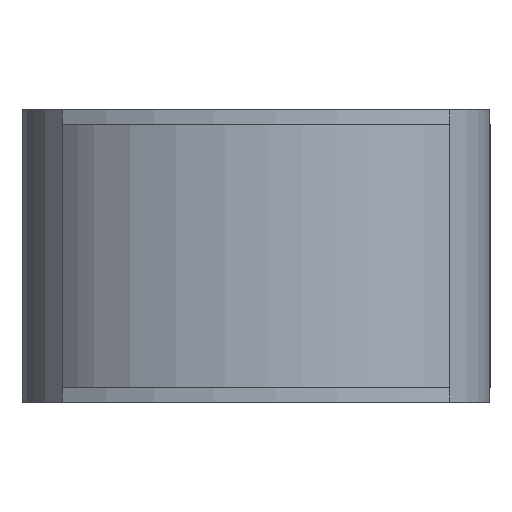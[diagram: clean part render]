
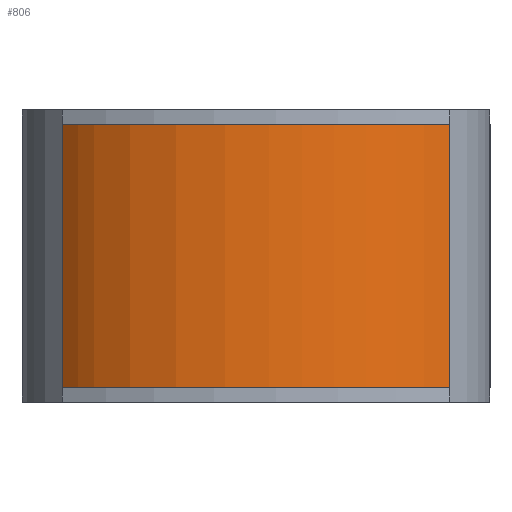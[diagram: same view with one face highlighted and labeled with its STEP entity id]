
A CAD part, front view. The second image highlights one B-rep face of the part: STEP entity #806.
In plain terms, the highlighted free-form (B-spline) face has degree [3, 1] with [7, 2] control points.
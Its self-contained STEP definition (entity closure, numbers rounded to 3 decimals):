
#114=B_SPLINE_CURVE_WITH_KNOTS('',3,(#1488,#1489,#1490,#1491,#1492,#1493,
#1494,#1495,#1496,#1497,#1498,#1499,#1500,#1501,#1502),.UNSPECIFIED.,.F.,
 .F.,(4,1,1,1,1,1,1,1,1,1,1,1,4),(0.099,0.103,
0.106,0.114,0.121,0.124,
0.128,0.135,0.139,0.142,
0.146,0.15,0.157),.UNSPECIFIED.);
#115=B_SPLINE_CURVE_WITH_KNOTS('',3,(#1507,#1508,#1509,#1510,#1511,#1512,
#1513,#1514,#1515,#1516,#1517,#1518,#1519,#1520,#1521),.UNSPECIFIED.,.F.,
 .F.,(4,1,1,1,1,1,1,1,1,1,1,1,4),(0.099,0.103,
0.106,0.114,0.121,0.124,
0.128,0.135,0.139,0.142,
0.146,0.15,0.157),.UNSPECIFIED.);
#262=ORIENTED_EDGE('',*,*,#414,.F.);
#263=ORIENTED_EDGE('',*,*,#415,.T.);
#264=ORIENTED_EDGE('',*,*,#416,.T.);
#265=ORIENTED_EDGE('',*,*,#417,.F.);
#414=EDGE_CURVE('',#504,#505,#114,.T.);
#415=EDGE_CURVE('',#504,#506,#550,.T.);
#416=EDGE_CURVE('',#506,#507,#115,.T.);
#417=EDGE_CURVE('',#505,#507,#551,.T.);
#504=VERTEX_POINT('',#1503);
#505=VERTEX_POINT('',#1504);
#506=VERTEX_POINT('',#1506);
#507=VERTEX_POINT('',#1522);
#550=LINE('',#1505,#598);
#551=LINE('',#1523,#599);
#598=VECTOR('',#1070,1000.);
#599=VECTOR('',#1071,1000.);
#660=EDGE_LOOP('',(#262,#263,#264,#265));
#738=FACE_BOUND('',#660,.T.);
#776=B_SPLINE_SURFACE_WITH_KNOTS('',3,1,((#1474,#1475),(#1476,#1477),(#1478,
#1479),(#1480,#1481),(#1482,#1483),(#1484,#1485),(#1486,#1487)),
 .SURF_OF_LINEAR_EXTRUSION.,.F.,.F.,.F.,(4,1,1,1,4),(2,2),(0.582,
1.076,1.571,2.065,2.56),(0.,
1.),.UNSPECIFIED.);
#806=ADVANCED_FACE('',(#738),#776,.F.);
#1070=DIRECTION('',(0.,0.,1.));
#1071=DIRECTION('',(0.,0.,1.));
#1474=CARTESIAN_POINT('',(26.483,-12.4,-38.));
#1475=CARTESIAN_POINT('',(26.483,-12.4,-2.));
#1476=CARTESIAN_POINT('',(23.513,-15.409,-38.));
#1477=CARTESIAN_POINT('',(23.513,-15.409,-2.));
#1478=CARTESIAN_POINT('',(15.484,-20.271,-38.));
#1479=CARTESIAN_POINT('',(15.484,-20.271,-2.));
#1480=CARTESIAN_POINT('',(0.,-22.865,-38.));
#1481=CARTESIAN_POINT('',(0.,-22.865,-2.));
#1482=CARTESIAN_POINT('',(-15.483,-20.271,-38.));
#1483=CARTESIAN_POINT('',(-15.483,-20.271,-2.));
#1484=CARTESIAN_POINT('',(-23.513,-15.409,-38.));
#1485=CARTESIAN_POINT('',(-23.513,-15.409,-2.));
#1486=CARTESIAN_POINT('',(-26.483,-12.4,-38.));
#1487=CARTESIAN_POINT('',(-26.483,-12.4,-2.));
#1488=CARTESIAN_POINT('',(26.483,-12.4,-38.));
#1489=CARTESIAN_POINT('',(25.632,-13.263,-38.));
#1490=CARTESIAN_POINT('',(23.793,-14.857,-38.));
#1491=CARTESIAN_POINT('',(19.796,-17.5,-38.));
#1492=CARTESIAN_POINT('',(14.213,-19.96,-38.));
#1493=CARTESIAN_POINT('',(8.413,-21.347,-38.));
#1494=CARTESIAN_POINT('',(3.595,-21.91,-38.));
#1495=CARTESIAN_POINT('',(-1.207,-22.09,-38.));
#1496=CARTESIAN_POINT('',(-5.985,-21.729,-38.));
#1497=CARTESIAN_POINT('',(-10.745,-20.787,-38.));
#1498=CARTESIAN_POINT('',(-14.203,-19.791,-38.));
#1499=CARTESIAN_POINT('',(-17.549,-18.493,-38.));
#1500=CARTESIAN_POINT('',(-21.876,-16.288,-38.));
#1501=CARTESIAN_POINT('',(-24.778,-14.127,-38.));
#1502=CARTESIAN_POINT('',(-26.483,-12.4,-38.));
#1503=CARTESIAN_POINT('',(26.483,-12.4,-38.));
#1504=CARTESIAN_POINT('',(-26.483,-12.4,-38.));
#1505=CARTESIAN_POINT('',(26.483,-12.4,-20.));
#1506=CARTESIAN_POINT('',(26.483,-12.4,-2.));
#1507=CARTESIAN_POINT('',(26.483,-12.4,-2.));
#1508=CARTESIAN_POINT('',(25.632,-13.263,-2.));
#1509=CARTESIAN_POINT('',(23.793,-14.857,-2.));
#1510=CARTESIAN_POINT('',(19.796,-17.5,-2.));
#1511=CARTESIAN_POINT('',(14.213,-19.96,-2.));
#1512=CARTESIAN_POINT('',(8.413,-21.347,-2.));
#1513=CARTESIAN_POINT('',(3.595,-21.91,-2.));
#1514=CARTESIAN_POINT('',(-1.207,-22.09,-2.));
#1515=CARTESIAN_POINT('',(-5.985,-21.729,-2.));
#1516=CARTESIAN_POINT('',(-10.745,-20.787,-2.));
#1517=CARTESIAN_POINT('',(-14.203,-19.791,-2.));
#1518=CARTESIAN_POINT('',(-17.549,-18.493,-2.));
#1519=CARTESIAN_POINT('',(-21.876,-16.288,-2.));
#1520=CARTESIAN_POINT('',(-24.778,-14.127,-2.));
#1521=CARTESIAN_POINT('',(-26.483,-12.4,-2.));
#1522=CARTESIAN_POINT('',(-26.483,-12.4,-2.));
#1523=CARTESIAN_POINT('',(-26.483,-12.4,-20.));
